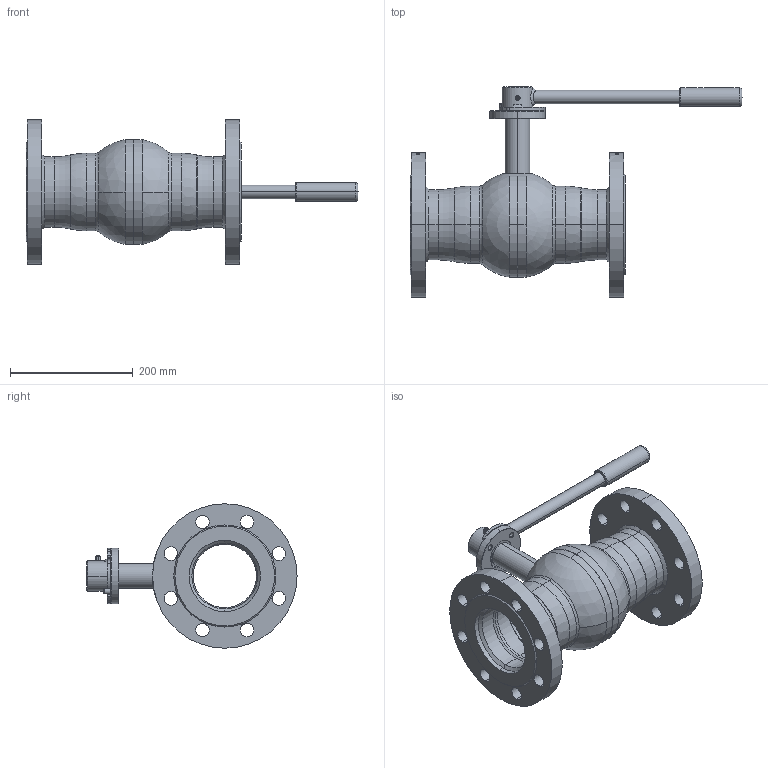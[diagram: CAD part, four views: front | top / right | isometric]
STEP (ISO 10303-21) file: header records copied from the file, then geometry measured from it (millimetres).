
FILE_DESCRIPTION (( 'STEP AP214' ), '1' );
FILE_NAME ('8600425100 010.step', '2025-05-29T08:20:07', ( '' ), ( '' ), 'SwSTEP 2.0', 'SolidWorks 2023', '' );
FILE_SCHEMA (( 'AUTOMOTIVE_DESIGN' ));
Length unit declared in the file: millimetre
Products named in the file (1): 8600425100 010
Bounding box: 540.1 x 341.65 x 235 mm (x, y, z)
Surface area: 489248.2 mm2 (no closed solid volume)
Topology: 0 solids, 59 shells, 393 faces, 1994 edges, 1626 vertices
Faces by surface type: cylinder 186, cone 70, plane 64, bspline 35, torus 32, sphere 6
Entity records: 36474 total; most frequent: CARTESIAN_POINT 22182, ORIENTED_EDGE 2667, DIRECTION 2647, EDGE_CURVE 1994, VERTEX_POINT 1626, AXIS2_PLACEMENT_3D 1043, CIRCLE 684, B_SPLINE_CURVE_WITH_KNOTS 623
